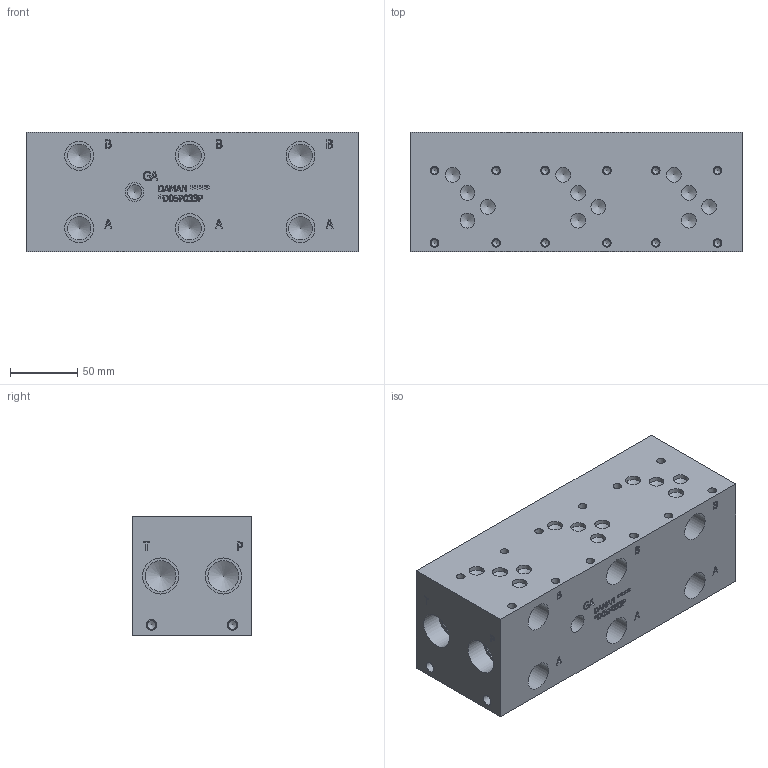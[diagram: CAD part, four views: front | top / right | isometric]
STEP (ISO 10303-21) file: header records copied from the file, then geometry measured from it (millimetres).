
FILE_DESCRIPTION(/* description */ (''),/* implementation_level */ '2;1');
FILE_NAME(/* name */ '_D05P033P.stp',/* time_stamp */ '2020-03-09T13:37:52-04:00',/* author */ ('devonn'),/* organization */ (''),/* preprocessor_version */ 'ST-DEVELOPER v17',/* originating_system */ 'Autodesk Inventor 2019',/* authorisation */ '');
FILE_SCHEMA (('AUTOMOTIVE_DESIGN { 1 0 10303 214 3 1 1 }'));
Length unit declared in the file: millimetre
Products named in the file (1): Part_AD05P033P_3D
Bounding box: 247.65 x 88.9 x 88.9 mm (x, y, z)
Volume: 1861132.6 mm3; surface area: 126048.8 mm2
Topology: 1 solids, 1 shells, 666 faces, 1827 edges, 1240 vertices
Faces by surface type: plane 382, bspline 179, cylinder 66, cone 39
Full cylindrical faces by diameter (mm): 5.105 x12, 6.35 x12, 6.528 x4, 7.925 x4, 10.719 x1, 11.113 x1, 11.125 x11, 13.868 x1, 17.475 x6, 21.59 x6, 23.012 x4, 26.924 x4
Entity records: 22423 total; most frequent: CARTESIAN_POINT 6022, ORIENTED_EDGE 3576, DIRECTION 2643, EDGE_CURVE 1788, VERTEX_POINT 1240, LINE 1193, VECTOR 1193, EDGE_LOOP 782
